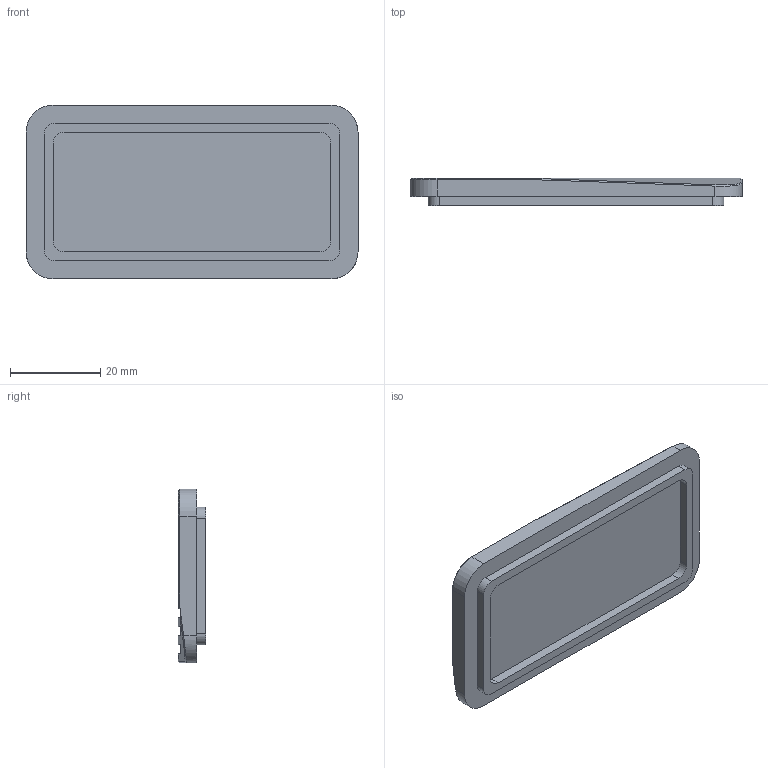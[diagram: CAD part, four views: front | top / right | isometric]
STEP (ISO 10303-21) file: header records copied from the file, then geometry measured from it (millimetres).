
FILE_DESCRIPTION(/* description */ (''),/* implementation_level */ '2;1');
FILE_NAME(/* name */ 'ChatterSync Enclosure Top.step',/* time_stamp */ '2023-08-26T20:05:22-07:00',/* author */ (''),/* organization */ (''),/* preprocessor_version */ 'ST-DEVELOPER v20',/* originating_system */ 'Autodesk Translation Framework v12.9.0.99',/* authorisation */ '');
FILE_SCHEMA (('AUTOMOTIVE_DESIGN { 1 0 10303 214 3 1 1 }'));
Length unit declared in the file: millimetre
Products named in the file (1): FusionComponent
Bounding box: 73.5 x 6 x 38.5 mm (x, y, z)
Volume: 11279.9 mm3; surface area: 7377 mm2
Topology: 1 solids, 1 shells, 77 faces, 211 edges, 138 vertices
Faces by surface type: plane 53, cylinder 15, bspline 6, cone 3
Entity records: 2553 total; most frequent: CARTESIAN_POINT 581, ORIENTED_EDGE 422, DIRECTION 374, EDGE_CURVE 211, LINE 164, VECTOR 164, VERTEX_POINT 138, AXIS2_PLACEMENT_3D 105
